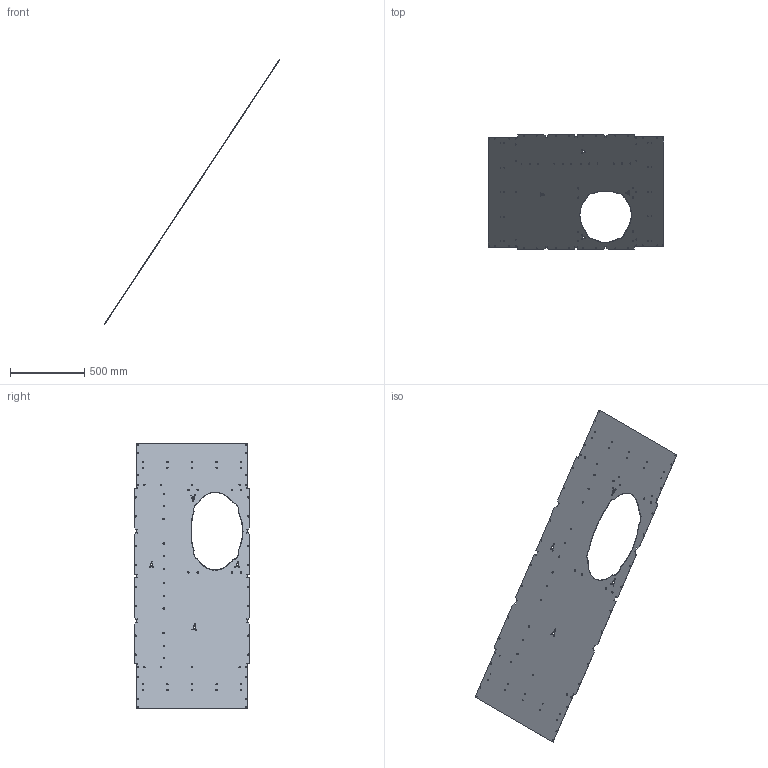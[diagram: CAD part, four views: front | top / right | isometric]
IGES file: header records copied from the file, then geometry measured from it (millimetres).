
Start section: SolidWorks IGES file using analytic representation for surfaces
Global section: file name: D1200322-v3_FLAT PATTERN.IGS; native system: SolidWorks 2012; preprocessor: SolidWorks 2012; author: tnguyen; date: 121214.103113; units: inch
Bounding box: 1176.77 x 776.55 x 1777.04 mm (x, y, z)
Surface area: 2904745.5 mm2 (no closed solid volume)
Topology: 0 solids, 0 shells, 366 faces, 5259 edges, 5259 vertices
Faces by surface type: revolution 238, bspline 128
